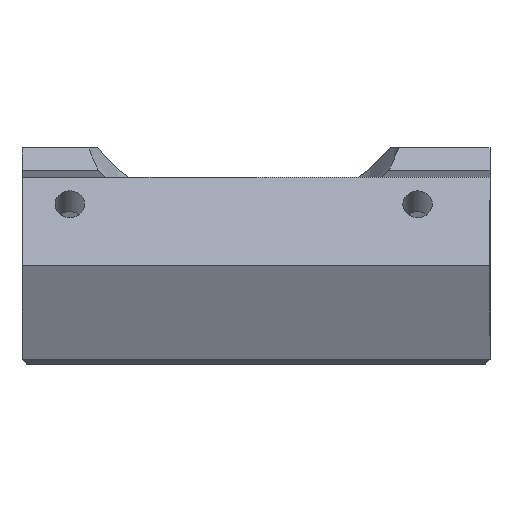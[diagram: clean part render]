
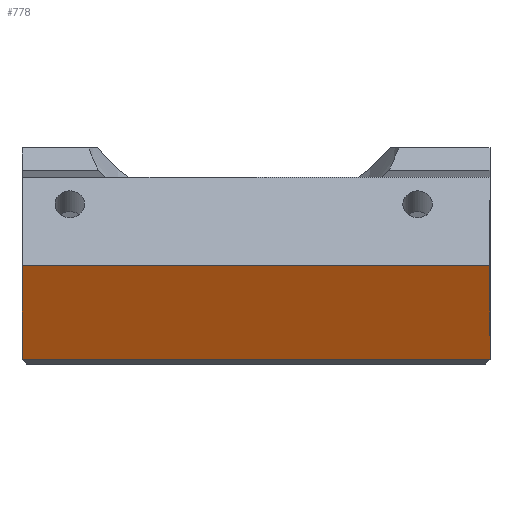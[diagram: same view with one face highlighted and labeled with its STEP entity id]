
A CAD part, left-side view. The second image highlights one B-rep face of the part: STEP entity #778.
In plain terms, the highlighted planar face has unit normal (-0.906, 0, -0.423).
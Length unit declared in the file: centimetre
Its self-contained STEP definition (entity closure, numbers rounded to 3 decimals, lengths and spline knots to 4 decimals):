
#77=VERTEX_POINT('',#1080);
#78=VERTEX_POINT('',#1082);
#80=VERTEX_POINT('',#1087);
#83=VERTEX_POINT('',#1096);
#95=VERTEX_POINT('',#1132);
#96=VERTEX_POINT('',#1134);
#155=VECTOR('',#888,1.);
#158=VECTOR('',#892,1.);
#165=VECTOR('',#900,1.);
#181=VECTOR('',#921,1.);
#182=VECTOR('',#922,1.);
#183=VECTOR('',#923,1.);
#237=LINE('',#1081,#155);
#240=LINE('',#1088,#158);
#247=LINE('',#1100,#165);
#263=LINE('',#1131,#181);
#264=LINE('',#1133,#182);
#265=LINE('',#1135,#183);
#319=EDGE_CURVE('',#77,#78,#237,.T.);
#322=EDGE_CURVE('',#80,#77,#240,.T.);
#329=EDGE_CURVE('',#78,#83,#247,.T.);
#345=EDGE_CURVE('',#95,#80,#263,.T.);
#346=EDGE_CURVE('',#95,#96,#264,.T.);
#347=EDGE_CURVE('',#96,#83,#265,.T.);
#462=ORIENTED_EDGE('',*,*,#329,.F.);
#463=ORIENTED_EDGE('',*,*,#319,.F.);
#464=ORIENTED_EDGE('',*,*,#322,.F.);
#465=ORIENTED_EDGE('',*,*,#345,.F.);
#466=ORIENTED_EDGE('',*,*,#346,.T.);
#467=ORIENTED_EDGE('',*,*,#347,.T.);
#648=EDGE_LOOP('',(#462,#463,#464,#465,#466,#467));
#713=FACE_BOUND('',#648,.T.);
#778=ADVANCED_FACE('',(#713),#1301,.T.);
#821=AXIS2_PLACEMENT_3D('',#1130,#920,$);
#888=DIRECTION('',(0.,1.,0.));
#892=DIRECTION('',(0.313,0.672,-0.672));
#900=DIRECTION('',(-0.313,0.672,0.672));
#920=DIRECTION('',(-0.906,0.,-0.423));
#921=DIRECTION('',(0.423,0.,-0.906));
#922=DIRECTION('',(0.,1.,0.));
#923=DIRECTION('',(0.423,0.,-0.906));
#1080=CARTESIAN_POINT('',(-3.2711,0.0047,0.0453));
#1081=CARTESIAN_POINT('',(-3.2711,0.,0.0453));
#1082=CARTESIAN_POINT('',(-3.2711,4.7453,0.0453));
#1087=CARTESIAN_POINT('',(-3.2733,0.,0.05));
#1088=CARTESIAN_POINT('',(-3.1632,0.236,-0.186));
#1096=CARTESIAN_POINT('',(-3.2733,4.75,0.05));
#1100=CARTESIAN_POINT('',(-2.6638,3.4429,-1.2571));
#1130=CARTESIAN_POINT('',(-3.4824,0.,0.4985));
#1131=CARTESIAN_POINT('',(-3.7149,0.,0.9969));
#1132=CARTESIAN_POINT('',(-3.7149,0.,0.9969));
#1133=CARTESIAN_POINT('',(-3.7149,0.,0.9969));
#1134=CARTESIAN_POINT('',(-3.7149,4.75,0.9969));
#1135=CARTESIAN_POINT('',(-3.7149,4.75,0.9969));
#1301=PLANE('',#821);
